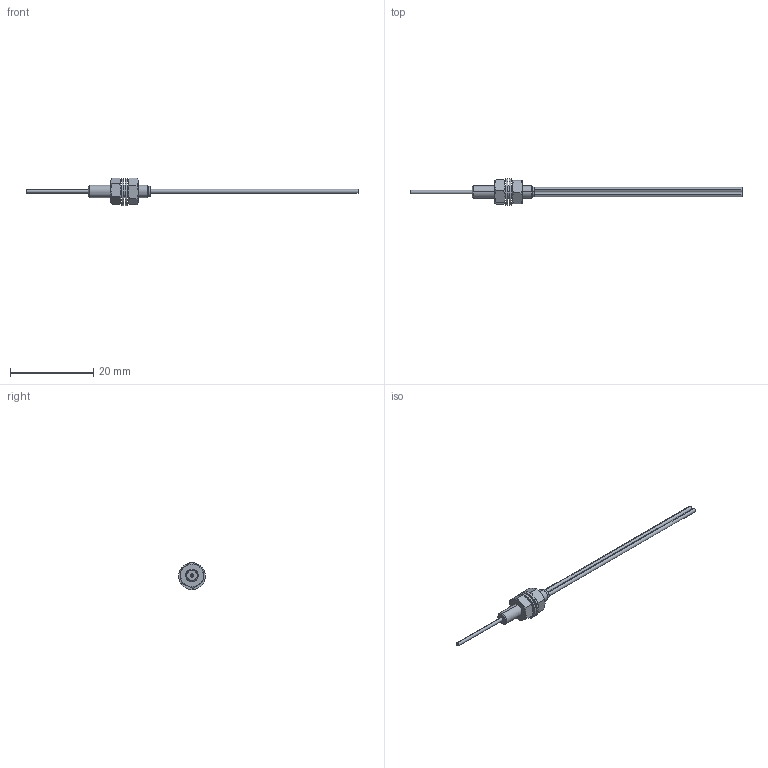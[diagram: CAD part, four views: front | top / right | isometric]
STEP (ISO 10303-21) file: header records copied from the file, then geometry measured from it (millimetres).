
FILE_DESCRIPTION (( 'STEP AP214' ), '1' );
FILE_NAME ('GPF-D010.STEP', '2017-11-17T21:32:49', ( '' ), ( '' ), 'SwSTEP 2.0', 'SolidWorks 2018', '' );
FILE_SCHEMA (( 'AUTOMOTIVE_DESIGN' ));
Length unit declared in the file: millimetre
Products named in the file (7): GPF-D010; GPF-D010_FIBER; GPF-D010_STAINLESS TUBE; GPF-D010_LENS; M3_WASHER; GPF-D010_HEAD; M3_NUT
Assembly tree (10 placements, depth 2):
  GPF-D010
    GPF-D010_HEAD
    GPF-D010_FIBER  x2
    M3_NUT  x2
    M3_WASHER  x2
    GPF-D010_STAINLESS TUBE
    GPF-D010_LENS  x2
Bounding box: 80 x 6.5 x 6.62 mm (x, y, z)
Volume: 304.7 mm3; surface area: 846.8 mm2
Topology: 10 solids, 10 shells, 77 faces, 150 edges, 96 vertices
Faces by surface type: plane 35, cylinder 30, cone 12
Entity records: 1646 total; most frequent: CARTESIAN_POINT 308, DIRECTION 254, ORIENTED_EDGE 188, AXIS2_PLACEMENT_3D 110, EDGE_CURVE 94, VERTEX_POINT 60, EDGE_LOOP 56, FACE_OUTER_BOUND 49
